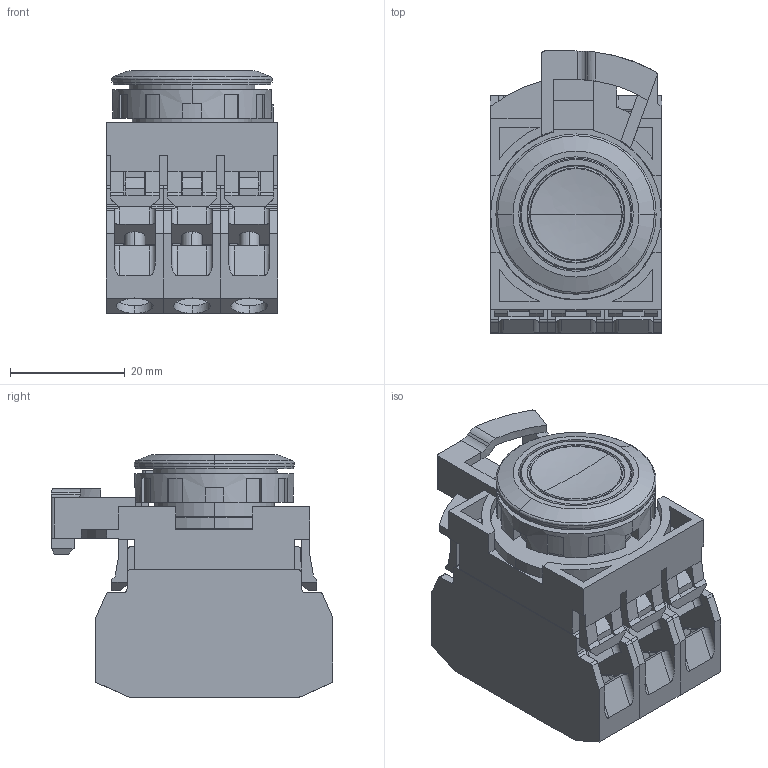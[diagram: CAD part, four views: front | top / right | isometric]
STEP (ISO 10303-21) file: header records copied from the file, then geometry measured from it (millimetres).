
FILE_DESCRIPTION (( 'STEP AP214' ), '1' );
FILE_NAME ('11_CW[1][4]B-M1Exx$.STEP', '2020-09-23T01:45:41', ( 'IDEC' ), ( 'IDEC' ), 'SwSTEP 2.0', 'SolidWorks 2019', '' );
FILE_SCHEMA (( 'AUTOMOTIVE_DESIGN' ));
Length unit declared in the file: millimetre
Products named in the file (6): CW-LOCK-NUT; CW-CN; 11_CW[1][4]B-M1Exx$; CW-PB-BODY; YW-Exx(R); CW-ROUND-FLUSH-BUTTON
Assembly tree (8 placements, depth 2):
  11_CW[1][4]B-M1Exx$
    CW-PB-BODY
    CW-ROUND-FLUSH-BUTTON
    CW-CN
    YW-Exx(R)  x4
    CW-LOCK-NUT
Bounding box: 30 x 49.2 x 42.4 mm (x, y, z)
Volume: 43890.9 mm3; surface area: 28804.2 mm2
Topology: 8 solids, 8 shells, 1183 faces, 3292 edges, 2137 vertices
Faces by surface type: plane 770, cylinder 315, bspline 54, cone 44
Entity records: 18008 total; most frequent: CARTESIAN_POINT 3670, ORIENTED_EDGE 3028, DIRECTION 2838, EDGE_CURVE 1514, VECTOR 1112, LINE 1112, VERTEX_POINT 979, AXIS2_PLACEMENT_3D 863
